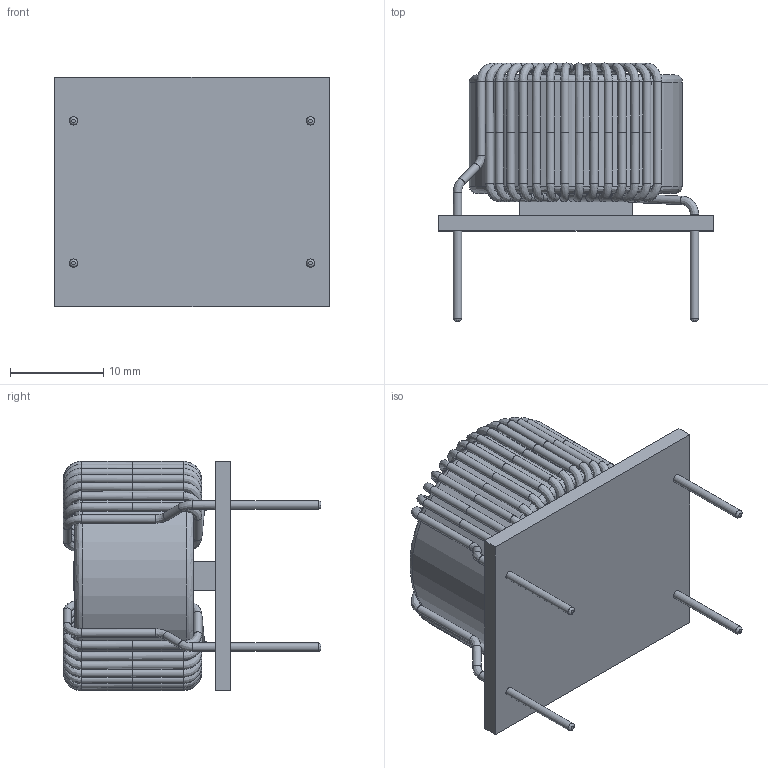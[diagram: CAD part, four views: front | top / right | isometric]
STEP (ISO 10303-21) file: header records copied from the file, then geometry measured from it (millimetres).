
FILE_DESCRIPTION (( 'STEP AP214' ), '1' );
FILE_NAME ('31895r7.STEP', '2011-07-05T13:45:10', ( 'Vicor User' ), ( 'Microsoft' ), 'SwSTEP 2.0', 'SolidWorks 2010', '' );
FILE_SCHEMA (( 'AUTOMOTIVE_DESIGN' ));
Length unit declared in the file: inch
Products named in the file (1): 31895r7
Bounding box: 29.46 x 27.62 x 24.64 mm (x, y, z)
Volume: 6038.4 mm3; surface area: 6961.4 mm2
Topology: 4 solids, 4 shells, 343 faces, 1026 edges, 648 vertices
Faces by surface type: cylinder 186, bspline 132, plane 25
Full cylindrical faces by diameter (mm): 0.889 x132, 12.7 x1, 22.86 x1
Entity records: 17623 total; most frequent: CARTESIAN_POINT 7112, DIRECTION 1140, ORIENTED_EDGE 1016, EDGE_LOOP 620, FACE_OUTER_BOUND 609, AXIS2_PLACEMENT_3D 532, EDGE_CURVE 508, VERTEX_POINT 396
